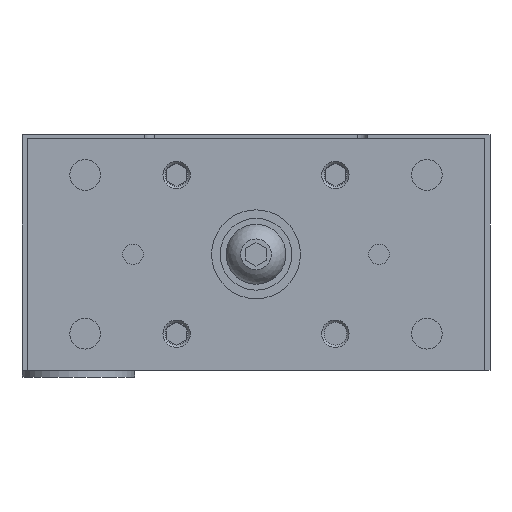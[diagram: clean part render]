
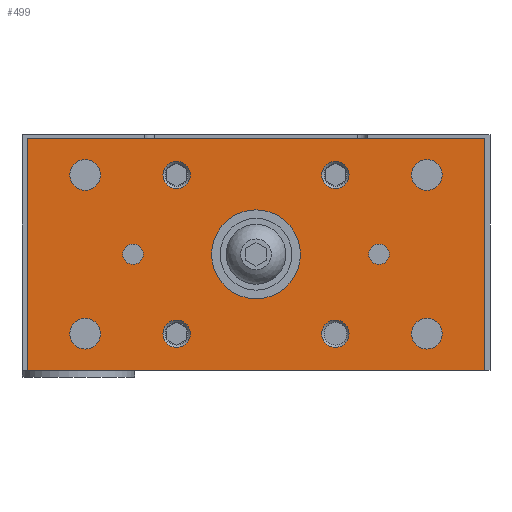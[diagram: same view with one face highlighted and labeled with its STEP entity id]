
A CAD part, left-side view. The second image highlights one B-rep face of the part: STEP entity #499.
In plain terms, the highlighted planar face has unit normal (-1, 0, 0).
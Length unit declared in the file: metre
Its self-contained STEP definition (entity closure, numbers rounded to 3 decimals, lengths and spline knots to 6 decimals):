
#499 = ADVANCED_FACE( '', ( #1362, #1363, #1364, #1365, #1366, #1367, #1368, #1369, #1370, #1371, #1372, #1373 ), #1374, .T. );
#1362 = FACE_OUTER_BOUND( '', #2829, .T. );
#1363 = FACE_BOUND( '', #2830, .T. );
#1364 = FACE_BOUND( '', #2831, .T. );
#1365 = FACE_BOUND( '', #2832, .T. );
#1366 = FACE_BOUND( '', #2833, .T. );
#1367 = FACE_BOUND( '', #2834, .T. );
#1368 = FACE_BOUND( '', #2835, .T. );
#1369 = FACE_BOUND( '', #2836, .T. );
#1370 = FACE_BOUND( '', #2837, .T. );
#1371 = FACE_BOUND( '', #2838, .T. );
#1372 = FACE_BOUND( '', #2839, .T. );
#1373 = FACE_BOUND( '', #2840, .T. );
#1374 = PLANE( '', #2841 );
#2829 = EDGE_LOOP( '', ( #4442, #4443, #4444, #4445 ) );
#2830 = EDGE_LOOP( '', ( #4446 ) );
#2831 = EDGE_LOOP( '', ( #4447 ) );
#2832 = EDGE_LOOP( '', ( #4448 ) );
#2833 = EDGE_LOOP( '', ( #4449 ) );
#2834 = EDGE_LOOP( '', ( #4450 ) );
#2835 = EDGE_LOOP( '', ( #4451 ) );
#2836 = EDGE_LOOP( '', ( #4452 ) );
#2837 = EDGE_LOOP( '', ( #4453 ) );
#2838 = EDGE_LOOP( '', ( #4454 ) );
#2839 = EDGE_LOOP( '', ( #4455 ) );
#2840 = EDGE_LOOP( '', ( #4456 ) );
#2841 = AXIS2_PLACEMENT_3D( '', #4457, #4458, #4459 );
#4442 = ORIENTED_EDGE( '', *, *, #7134, .T. );
#4443 = ORIENTED_EDGE( '', *, *, #7135, .T. );
#4444 = ORIENTED_EDGE( '', *, *, #7136, .T. );
#4445 = ORIENTED_EDGE( '', *, *, #7137, .T. );
#4446 = ORIENTED_EDGE( '', *, *, #7138, .T. );
#4447 = ORIENTED_EDGE( '', *, *, #6967, .F. );
#4448 = ORIENTED_EDGE( '', *, *, #7139, .F. );
#4449 = ORIENTED_EDGE( '', *, *, #7140, .T. );
#4450 = ORIENTED_EDGE( '', *, *, #7141, .T. );
#4451 = ORIENTED_EDGE( '', *, *, #7142, .F. );
#4452 = ORIENTED_EDGE( '', *, *, #7143, .T. );
#4453 = ORIENTED_EDGE( '', *, *, #7144, .F. );
#4454 = ORIENTED_EDGE( '', *, *, #7145, .F. );
#4455 = ORIENTED_EDGE( '', *, *, #7146, .T. );
#4456 = ORIENTED_EDGE( '', *, *, #7147, .T. );
#4457 = CARTESIAN_POINT( '', ( -0.027, -0.067, -0.001 ) );
#4458 = DIRECTION( '', ( -1., 0., 0. ) );
#4459 = DIRECTION( '', ( 0., 0., 1. ) );
#6967 = EDGE_CURVE( '', #8015, #8015, #8016, .T. );
#7134 = EDGE_CURVE( '', #8298, #8299, #8300, .T. );
#7135 = EDGE_CURVE( '', #8299, #8301, #8302, .T. );
#7136 = EDGE_CURVE( '', #8301, #8303, #8304, .T. );
#7137 = EDGE_CURVE( '', #8303, #8298, #8305, .T. );
#7138 = EDGE_CURVE( '', #8306, #8306, #8307, .T. );
#7139 = EDGE_CURVE( '', #8308, #8308, #8309, .T. );
#7140 = EDGE_CURVE( '', #8310, #8310, #8311, .T. );
#7141 = EDGE_CURVE( '', #8312, #8312, #8313, .T. );
#7142 = EDGE_CURVE( '', #8314, #8314, #8315, .T. );
#7143 = EDGE_CURVE( '', #8316, #8316, #8317, .T. );
#7144 = EDGE_CURVE( '', #8318, #8318, #8319, .T. );
#7145 = EDGE_CURVE( '', #8320, #8320, #8321, .T. );
#7146 = EDGE_CURVE( '', #8322, #8322, #8323, .T. );
#7147 = EDGE_CURVE( '', #8324, #8324, #8325, .T. );
#8015 = VERTEX_POINT( '', #9535 );
#8016 = CIRCLE( '', #9536, 0.0045 );
#8298 = VERTEX_POINT( '', #9921 );
#8299 = VERTEX_POINT( '', #9922 );
#8300 = LINE( '', #9923, #9924 );
#8301 = VERTEX_POINT( '', #9925 );
#8302 = LINE( '', #9926, #9927 );
#8303 = VERTEX_POINT( '', #9928 );
#8304 = LINE( '', #9929, #9930 );
#8305 = LINE( '', #9931, #9932 );
#8306 = VERTEX_POINT( '', #9933 );
#8307 = CIRCLE( '', #9934, 0.0045 );
#8308 = VERTEX_POINT( '', #9935 );
#8309 = CIRCLE( '', #9936, 0.0045 );
#8310 = VERTEX_POINT( '', #9937 );
#8311 = CIRCLE( '', #9938, 0.0045 );
#8312 = VERTEX_POINT( '', #9939 );
#8313 = CIRCLE( '', #9940, 0.003 );
#8314 = VERTEX_POINT( '', #9941 );
#8315 = CIRCLE( '', #9942, 0.003 );
#8316 = VERTEX_POINT( '', #9943 );
#8317 = CIRCLE( '', #9944, 0.004 );
#8318 = VERTEX_POINT( '', #9945 );
#8319 = CIRCLE( '', #9946, 0.004 );
#8320 = VERTEX_POINT( '', #9947 );
#8321 = CIRCLE( '', #9948, 0.004 );
#8322 = VERTEX_POINT( '', #9949 );
#8323 = CIRCLE( '', #9950, 0.004 );
#8324 = VERTEX_POINT( '', #9951 );
#8325 = CIRCLE( '', #9952, 0.013 );
#9535 = CARTESIAN_POINT( '', ( -0.027, -0.0455, -0.01175 ) );
#9536 = AXIS2_PLACEMENT_3D( '', #12023, #12024, #12025 );
#9921 = CARTESIAN_POINT( '', ( -0.027, -0.067, -0.069 ) );
#9922 = CARTESIAN_POINT( '', ( -0.027, -0.067, -0.001 ) );
#9923 = CARTESIAN_POINT( '', ( -0.027, -0.067, -0.069 ) );
#9924 = VECTOR( '', #12258, 1. );
#9925 = CARTESIAN_POINT( '', ( -0.027, 0.067, -0.001 ) );
#9926 = CARTESIAN_POINT( '', ( -0.027, -0.067, -0.001 ) );
#9927 = VECTOR( '', #12259, 1. );
#9928 = CARTESIAN_POINT( '', ( -0.027, 0.067, -0.069 ) );
#9929 = CARTESIAN_POINT( '', ( -0.027, 0.067, -0.001 ) );
#9930 = VECTOR( '', #12260, 1. );
#9931 = CARTESIAN_POINT( '', ( -0.027, 0.067, -0.069 ) );
#9932 = VECTOR( '', #12261, 1. );
#9933 = CARTESIAN_POINT( '', ( -0.027, 0.0455, -0.01175 ) );
#9934 = AXIS2_PLACEMENT_3D( '', #12262, #12263, #12264 );
#9935 = CARTESIAN_POINT( '', ( -0.027, 0.0455, -0.05825 ) );
#9936 = AXIS2_PLACEMENT_3D( '', #12265, #12266, #12267 );
#9937 = CARTESIAN_POINT( '', ( -0.027, -0.0455, -0.05825 ) );
#9938 = AXIS2_PLACEMENT_3D( '', #12268, #12269, #12270 );
#9939 = CARTESIAN_POINT( '', ( -0.027, 0.039, -0.035 ) );
#9940 = AXIS2_PLACEMENT_3D( '', #12271, #12272, #12273 );
#9941 = CARTESIAN_POINT( '', ( -0.027, -0.039, -0.035 ) );
#9942 = AXIS2_PLACEMENT_3D( '', #12274, #12275, #12276 );
#9943 = CARTESIAN_POINT( '', ( -0.027, 0.02725, -0.01175 ) );
#9944 = AXIS2_PLACEMENT_3D( '', #12277, #12278, #12279 );
#9945 = CARTESIAN_POINT( '', ( -0.027, -0.02725, -0.01175 ) );
#9946 = AXIS2_PLACEMENT_3D( '', #12280, #12281, #12282 );
#9947 = CARTESIAN_POINT( '', ( -0.027, 0.02725, -0.05825 ) );
#9948 = AXIS2_PLACEMENT_3D( '', #12283, #12284, #12285 );
#9949 = CARTESIAN_POINT( '', ( -0.027, -0.02725, -0.05825 ) );
#9950 = AXIS2_PLACEMENT_3D( '', #12286, #12287, #12288 );
#9951 = CARTESIAN_POINT( '', ( -0.027, 0.013, -0.035 ) );
#9952 = AXIS2_PLACEMENT_3D( '', #12289, #12290, #12291 );
#12023 = CARTESIAN_POINT( '', ( -0.027, -0.05, -0.01175 ) );
#12024 = DIRECTION( '', ( -1., 0., 0. ) );
#12025 = DIRECTION( '', ( 0., 1., 0. ) );
#12258 = DIRECTION( '', ( 0., 0., 1. ) );
#12259 = DIRECTION( '', ( 0., 1., 0. ) );
#12260 = DIRECTION( '', ( 0., 0., -1. ) );
#12261 = DIRECTION( '', ( 0., -1., 0. ) );
#12262 = CARTESIAN_POINT( '', ( -0.027, 0.05, -0.01175 ) );
#12263 = DIRECTION( '', ( 1., 0., 0. ) );
#12264 = DIRECTION( '', ( 0., -1., 0. ) );
#12265 = CARTESIAN_POINT( '', ( -0.027, 0.05, -0.05825 ) );
#12266 = DIRECTION( '', ( -1., 0., 0. ) );
#12267 = DIRECTION( '', ( 0., -1., 0. ) );
#12268 = CARTESIAN_POINT( '', ( -0.027, -0.05, -0.05825 ) );
#12269 = DIRECTION( '', ( 1., 0., 0. ) );
#12270 = DIRECTION( '', ( 0., 1., 0. ) );
#12271 = CARTESIAN_POINT( '', ( -0.027, 0.036, -0.035 ) );
#12272 = DIRECTION( '', ( 1., 0., 0. ) );
#12273 = DIRECTION( '', ( 0., 1., 0. ) );
#12274 = CARTESIAN_POINT( '', ( -0.027, -0.036, -0.035 ) );
#12275 = DIRECTION( '', ( -1., 0., 0. ) );
#12276 = DIRECTION( '', ( 0., -1., 0. ) );
#12277 = CARTESIAN_POINT( '', ( -0.027, 0.02325, -0.01175 ) );
#12278 = DIRECTION( '', ( 1., 0., 0. ) );
#12279 = DIRECTION( '', ( 0., 1., 0. ) );
#12280 = CARTESIAN_POINT( '', ( -0.027, -0.02325, -0.01175 ) );
#12281 = DIRECTION( '', ( -1., 0., 0. ) );
#12282 = DIRECTION( '', ( 0., -1., 0. ) );
#12283 = CARTESIAN_POINT( '', ( -0.027, 0.02325, -0.05825 ) );
#12284 = DIRECTION( '', ( -1., 0., 0. ) );
#12285 = DIRECTION( '', ( 0., 1., 0. ) );
#12286 = CARTESIAN_POINT( '', ( -0.027, -0.02325, -0.05825 ) );
#12287 = DIRECTION( '', ( 1., 0., 0. ) );
#12288 = DIRECTION( '', ( 0., -1., 0. ) );
#12289 = CARTESIAN_POINT( '', ( -0.027, 0., -0.035 ) );
#12290 = DIRECTION( '', ( 1., 0., 0. ) );
#12291 = DIRECTION( '', ( 0., 1., 0. ) );
